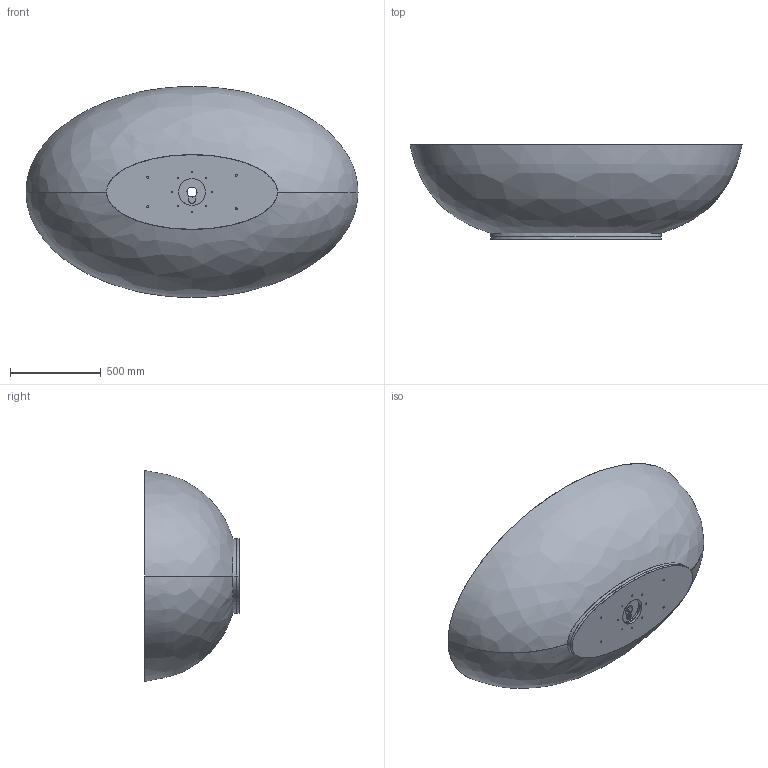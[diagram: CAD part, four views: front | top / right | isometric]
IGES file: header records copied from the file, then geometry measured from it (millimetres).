
Start section: SolidWorks IGES file using analytic representation for surfaces
Global section: file name: Z692 Epona.IGS; native system: SolidWorks 2014; preprocessor: SolidWorks 2014; author: j.thissen; date: 150213.113232; units: millimetre
Bounding box: 1824.79 x 520.38 x 1159.51 mm (x, y, z)
Surface area: 5788385.4 mm2 (no closed solid volume)
Topology: 0 solids, 0 shells, 81 faces, 2187 edges, 2187 vertices
Faces by surface type: revolution 45, bspline 36
